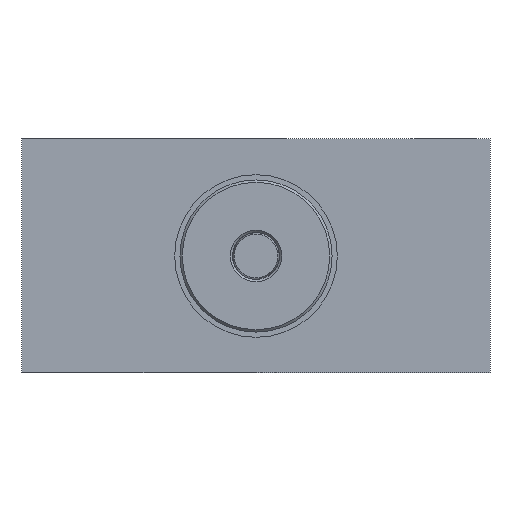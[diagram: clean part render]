
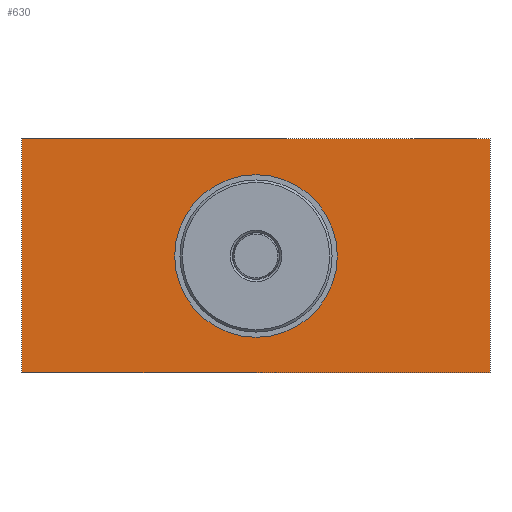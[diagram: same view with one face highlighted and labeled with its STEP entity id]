
A CAD part, left-side view. The second image highlights one B-rep face of the part: STEP entity #630.
In plain terms, the highlighted planar face has unit normal (-1, 0, 0).
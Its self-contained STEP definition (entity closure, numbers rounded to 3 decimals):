
#1 = CARTESIAN_POINT ( 'NONE',  ( -32., 20., 10. ) ) ;
#2 = CARTESIAN_POINT ( 'NONE',  ( -32., -20., -10. ) ) ;
#4 = CARTESIAN_POINT ( 'NONE',  ( -32., 20., -10. ) ) ;
#6 = VERTEX_POINT ( 'NONE', #1 ) ;
#7 = VERTEX_POINT ( 'NONE', #4 ) ;
#8 = VERTEX_POINT ( 'NONE', #2 ) ;
#9 = VERTEX_POINT ( 'NONE', #14 ) ;
#14 = CARTESIAN_POINT ( 'NONE',  ( -32., -20., 10. ) ) ;
#35 = CARTESIAN_POINT ( 'NONE',  ( -32., -20., 0. ) ) ;
#44 = PLANE ( 'NONE',  #1183 ) ;
#45 = DIRECTION ( 'NONE',  ( -1., 0., 0. ) ) ;
#46 = DIRECTION ( 'NONE',  ( 0., 0.707, 0.707 ) ) ;
#266 = CARTESIAN_POINT ( 'NONE',  ( -32., 0., 0. ) ) ;
#270 = DIRECTION ( 'NONE',  ( 1., 0., 0. ) ) ;
#271 = DIRECTION ( 'NONE',  ( 0., 1., 0. ) ) ;
#289 = CARTESIAN_POINT ( 'NONE',  ( -32., -20., -10. ) ) ;
#290 = CARTESIAN_POINT ( 'NONE',  ( -32., 20., 0. ) ) ;
#291 = DIRECTION ( 'NONE',  ( 0., 0., 1. ) ) ;
#292 = CARTESIAN_POINT ( 'NONE',  ( -32., -20., 10. ) ) ;
#294 = DIRECTION ( 'NONE',  ( 0., -1., 0. ) ) ;
#296 = DIRECTION ( 'NONE',  ( 0., 1., 0. ) ) ;
#302 = CARTESIAN_POINT ( 'NONE',  ( -32., -20., 0. ) ) ;
#303 = DIRECTION ( 'NONE',  ( 0., 0., -1. ) ) ;
#434 = VERTEX_POINT ( 'NONE', #441 ) ;
#441 = CARTESIAN_POINT ( 'NONE',  ( -32., 5.964, 0. ) ) ;
#482 = LINE ( 'NONE', #290, #495 ) ;
#483 = LINE ( 'NONE', #292, #497 ) ;
#485 = CIRCLE ( 'NONE', #1232, 5.964 ) ;
#494 = LINE ( 'NONE', #289, #496 ) ;
#495 = VECTOR ( 'NONE', #291, 1000. ) ;
#496 = VECTOR ( 'NONE', #294, 1000. ) ;
#497 = VECTOR ( 'NONE', #296, 1000. ) ;
#501 = VECTOR ( 'NONE', #303, 1000. ) ;
#630 = ADVANCED_FACE ( 'NONE', ( #949, #947 ), #44, .T. ) ;
#752 = EDGE_LOOP ( 'NONE', ( #800, #801, #807, #806 ) ) ;
#755 = EDGE_LOOP ( 'NONE', ( #793 ) ) ;
#793 = ORIENTED_EDGE ( 'NONE', *, *, #1114, .T. ) ;
#800 = ORIENTED_EDGE ( 'NONE', *, *, #1125, .T. ) ;
#801 = ORIENTED_EDGE ( 'NONE', *, *, #1123, .F. ) ;
#806 = ORIENTED_EDGE ( 'NONE', *, *, #1128, .F. ) ;
#807 = ORIENTED_EDGE ( 'NONE', *, *, #1124, .T. ) ;
#947 = FACE_OUTER_BOUND ( 'NONE', #752, .T. ) ;
#949 = FACE_BOUND ( 'NONE', #755, .T. ) ;
#1110 = LINE ( 'NONE', #302, #501 ) ;
#1114 = EDGE_CURVE ( 'NONE', #434, #434, #485, .T. ) ;
#1123 = EDGE_CURVE ( 'NONE', #7, #6, #482, .T. ) ;
#1124 = EDGE_CURVE ( 'NONE', #7, #8, #494, .T. ) ;
#1125 = EDGE_CURVE ( 'NONE', #9, #6, #483, .T. ) ;
#1128 = EDGE_CURVE ( 'NONE', #9, #8, #1110, .T. ) ;
#1183 = AXIS2_PLACEMENT_3D ( 'NONE', #35, #45, #46 ) ;
#1232 = AXIS2_PLACEMENT_3D ( 'NONE', #266, #270, #271 ) ;
